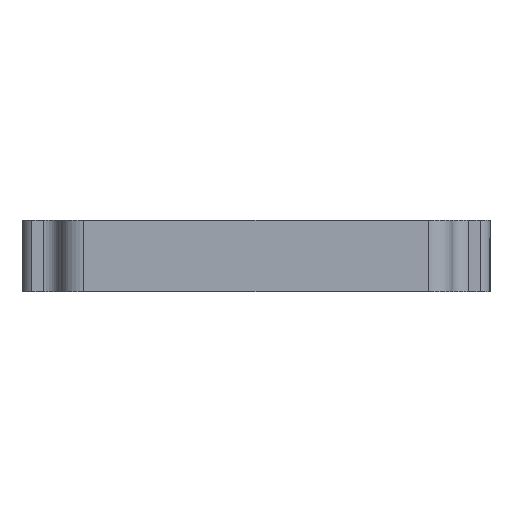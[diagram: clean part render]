
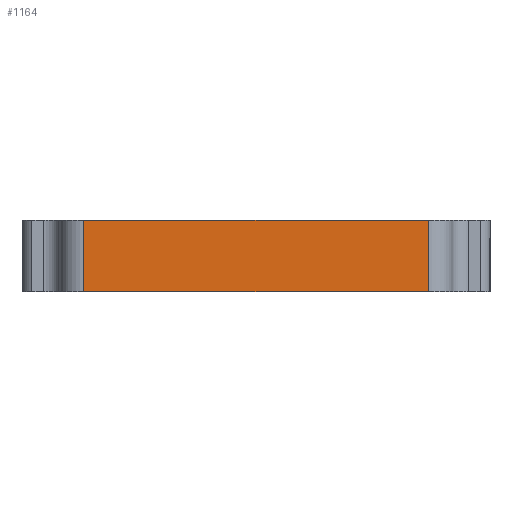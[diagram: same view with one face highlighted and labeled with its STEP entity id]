
A CAD part, left-side view. The second image highlights one B-rep face of the part: STEP entity #1164.
In plain terms, the highlighted planar face has unit normal (-1, 0, 0).
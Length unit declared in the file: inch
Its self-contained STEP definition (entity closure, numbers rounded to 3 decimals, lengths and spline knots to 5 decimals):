
#21 = LINE ( 'NONE', #1797, #1700 ) ;
#201 = EDGE_CURVE ( 'NONE', #1950, #1399, #21, .T. ) ;
#216 = CARTESIAN_POINT ( 'NONE',  ( -0.231, -0.0725, 0. ) ) ;
#304 = PLANE ( 'NONE',  #1056 ) ;
#438 = CARTESIAN_POINT ( 'NONE',  ( -0.231, -0.0725, 0.03 ) ) ;
#475 = DIRECTION ( 'NONE',  ( 0., 1., 0. ) ) ;
#489 = DIRECTION ( 'NONE',  ( 0., -1., 0. ) ) ;
#515 = VECTOR ( 'NONE', #635, 39.37008 ) ;
#635 = DIRECTION ( 'NONE',  ( 0., 0., -1. ) ) ;
#727 = EDGE_CURVE ( 'NONE', #1889, #1399, #2079, .T. ) ;
#924 = DIRECTION ( 'NONE',  ( 0., 0., -1. ) ) ;
#958 = LINE ( 'NONE', #1130, #515 ) ;
#1056 = AXIS2_PLACEMENT_3D ( 'NONE', #1455, #1462, #475 ) ;
#1130 = CARTESIAN_POINT ( 'NONE',  ( -0.231, 0.0725, 0.03 ) ) ;
#1164 = ADVANCED_FACE ( 'NONE', ( #1309 ), #304, .F. ) ;
#1201 = VECTOR ( 'NONE', #489, 39.37008 ) ;
#1203 = VECTOR ( 'NONE', #924, 39.37008 ) ;
#1209 = EDGE_CURVE ( 'NONE', #1865, #1889, #1251, .T. ) ;
#1251 = LINE ( 'NONE', #1480, #1201 ) ;
#1309 = FACE_OUTER_BOUND ( 'NONE', #1692, .T. ) ;
#1399 = VERTEX_POINT ( 'NONE', #216 ) ;
#1408 = CARTESIAN_POINT ( 'NONE',  ( -0.231, -0.0725, 0.03 ) ) ;
#1455 = CARTESIAN_POINT ( 'NONE',  ( -0.231, 0.0725, 0.03 ) ) ;
#1462 = DIRECTION ( 'NONE',  ( 1., 0., 0. ) ) ;
#1476 = DIRECTION ( 'NONE',  ( 0., -1., 0. ) ) ;
#1480 = CARTESIAN_POINT ( 'NONE',  ( -0.231, 0.0725, 0.03 ) ) ;
#1574 = ORIENTED_EDGE ( 'NONE', *, *, #1967, .T. ) ;
#1680 = ORIENTED_EDGE ( 'NONE', *, *, #201, .T. ) ;
#1692 = EDGE_LOOP ( 'NONE', ( #1680, #2070, #2026, #1574 ) ) ;
#1700 = VECTOR ( 'NONE', #1476, 39.37008 ) ;
#1779 = CARTESIAN_POINT ( 'NONE',  ( -0.231, 0.0725, 0. ) ) ;
#1797 = CARTESIAN_POINT ( 'NONE',  ( -0.231, 0.0725, 0. ) ) ;
#1865 = VERTEX_POINT ( 'NONE', #2088 ) ;
#1889 = VERTEX_POINT ( 'NONE', #438 ) ;
#1950 = VERTEX_POINT ( 'NONE', #1779 ) ;
#1967 = EDGE_CURVE ( 'NONE', #1865, #1950, #958, .T. ) ;
#2026 = ORIENTED_EDGE ( 'NONE', *, *, #1209, .F. ) ;
#2070 = ORIENTED_EDGE ( 'NONE', *, *, #727, .F. ) ;
#2079 = LINE ( 'NONE', #1408, #1203 ) ;
#2088 = CARTESIAN_POINT ( 'NONE',  ( -0.231, 0.0725, 0.03 ) ) ;
